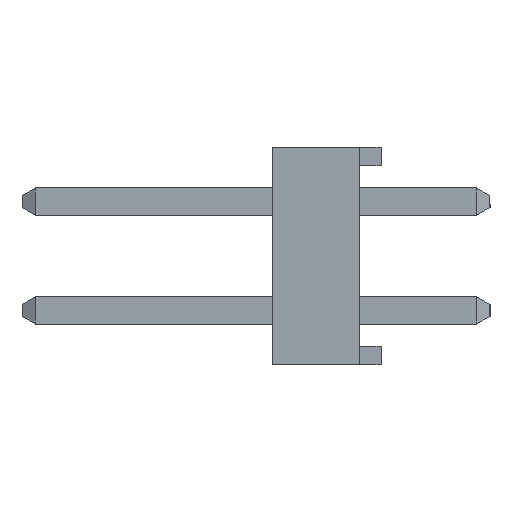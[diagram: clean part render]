
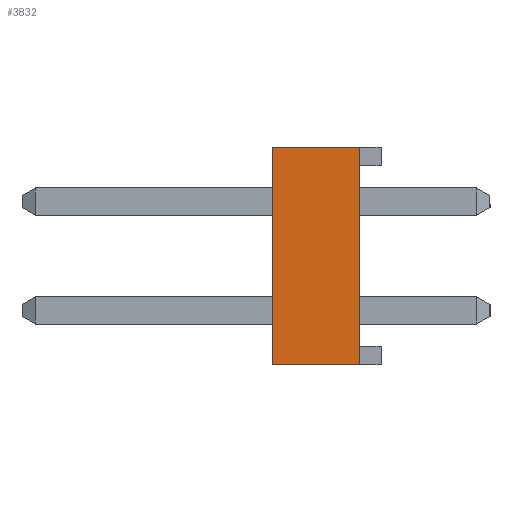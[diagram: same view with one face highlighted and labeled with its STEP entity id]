
A CAD part, left-side view. The second image highlights one B-rep face of the part: STEP entity #3832.
In plain terms, the highlighted planar face has unit normal (-1, 0, 0).
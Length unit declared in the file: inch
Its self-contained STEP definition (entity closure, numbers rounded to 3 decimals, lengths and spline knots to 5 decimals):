
#3832 = ADVANCED_FACE( '', ( #8129 ), #8130, .F. );
#8129 = FACE_OUTER_BOUND( '', #12787, .T. );
#8130 = PLANE( '', #12788 );
#12787 = EDGE_LOOP( '', ( #24204, #24205, #24206, #24207 ) );
#12788 = AXIS2_PLACEMENT_3D( '', #24208, #24209, #24210 );
#24204 = ORIENTED_EDGE( '', *, *, #29458, .F. );
#24205 = ORIENTED_EDGE( '', *, *, #29982, .F. );
#24206 = ORIENTED_EDGE( '', *, *, #30770, .F. );
#24207 = ORIENTED_EDGE( '', *, *, #29013, .T. );
#24208 = CARTESIAN_POINT( '', ( -0.9, 0.1, -0.1 ) );
#24209 = DIRECTION( '', ( 1., 0., 0. ) );
#24210 = DIRECTION( '', ( 0., 0., -1. ) );
#29013 = EDGE_CURVE( '', #35449, #35447, #35450, .T. );
#29458 = EDGE_CURVE( '', #36132, #35447, #36134, .T. );
#29982 = EDGE_CURVE( '', #36898, #36132, #36900, .T. );
#30770 = EDGE_CURVE( '', #35449, #36898, #38011, .T. );
#35447 = VERTEX_POINT( '', #44319 );
#35449 = VERTEX_POINT( '', #44322 );
#35450 = LINE( '', #44323, #44324 );
#36132 = VERTEX_POINT( '', #45357 );
#36134 = LINE( '', #45360, #45361 );
#36898 = VERTEX_POINT( '', #46518 );
#36900 = LINE( '', #46521, #46522 );
#38011 = LINE( '', #48240, #48241 );
#44319 = CARTESIAN_POINT( '', ( -0.9, 0.02, -0.1 ) );
#44322 = CARTESIAN_POINT( '', ( -0.9, 0.1, -0.1 ) );
#44323 = CARTESIAN_POINT( '', ( -0.9, 0.1, -0.1 ) );
#44324 = VECTOR( '', #52797, 39.37008 );
#45357 = CARTESIAN_POINT( '', ( -0.9, 0.02, 0.1 ) );
#45360 = CARTESIAN_POINT( '', ( -0.9, 0.02, -0.1 ) );
#45361 = VECTOR( '', #53150, 39.37008 );
#46518 = CARTESIAN_POINT( '', ( -0.9, 0.1, 0.1 ) );
#46521 = CARTESIAN_POINT( '', ( -0.9, 0.1, 0.1 ) );
#46522 = VECTOR( '', #53545, 39.37008 );
#48240 = CARTESIAN_POINT( '', ( -0.9, 0.1, -0.1 ) );
#48241 = VECTOR( '', #54153, 39.37008 );
#52797 = DIRECTION( '', ( 0., -1., 0. ) );
#53150 = DIRECTION( '', ( 0., 0., -1. ) );
#53545 = DIRECTION( '', ( 0., -1., 0. ) );
#54153 = DIRECTION( '', ( 0., 0., 1. ) );
